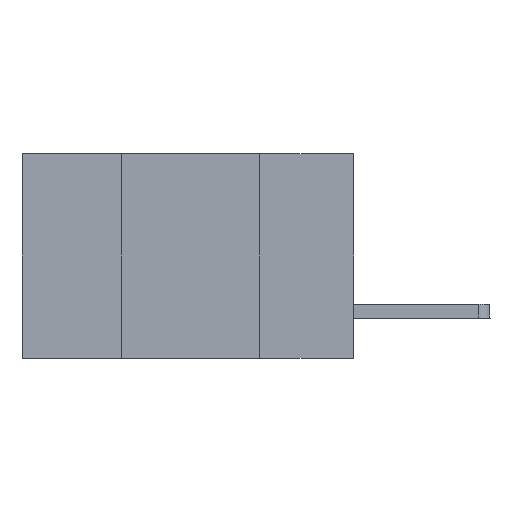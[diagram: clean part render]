
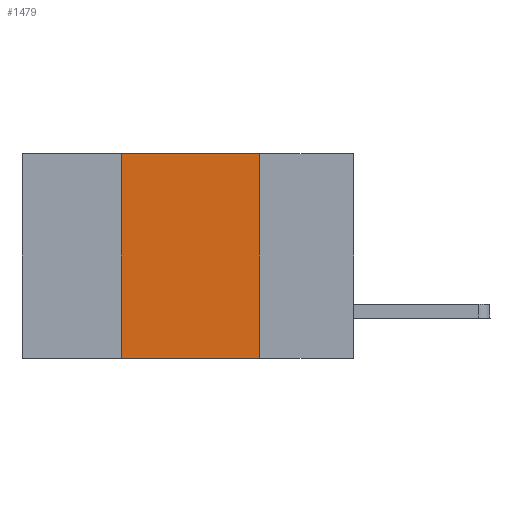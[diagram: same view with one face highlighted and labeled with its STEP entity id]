
A CAD part, left-side view. The second image highlights one B-rep face of the part: STEP entity #1479.
In plain terms, the highlighted planar face has unit normal (-1, 0, 0).
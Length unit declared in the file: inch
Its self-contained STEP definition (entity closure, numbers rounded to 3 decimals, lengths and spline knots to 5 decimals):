
#242 = CARTESIAN_POINT ( 'NONE',  ( 0., 0.6, -0.37 ) ) ;
#510 = AXIS2_PLACEMENT_3D ( 'NONE', #12215, #1515, #10073 ) ;
#1457 = CARTESIAN_POINT ( 'NONE',  ( 0., 0.17, 0. ) ) ;
#1479 = ADVANCED_FACE ( 'NONE', ( #10427 ), #12823, .F. ) ;
#1515 = DIRECTION ( 'NONE',  ( 1., 0., 0. ) ) ;
#1529 = DIRECTION ( 'NONE',  ( 0., 0., -1. ) ) ;
#2148 = ORIENTED_EDGE ( 'NONE', *, *, #6393, .T. ) ;
#2156 = VERTEX_POINT ( 'NONE', #4167 ) ;
#3166 = LINE ( 'NONE', #9575, #8101 ) ;
#3174 = ORIENTED_EDGE ( 'NONE', *, *, #13124, .F. ) ;
#4167 = CARTESIAN_POINT ( 'NONE',  ( 0., 0.42, -0.37 ) ) ;
#4245 = DIRECTION ( 'NONE',  ( 0., 0., 1. ) ) ;
#4365 = EDGE_CURVE ( 'NONE', #7365, #8597, #9363, .T. ) ;
#4678 = VERTEX_POINT ( 'NONE', #7215 ) ;
#4772 = CARTESIAN_POINT ( 'NONE',  ( 0., 0.42, 0. ) ) ;
#5100 = VECTOR ( 'NONE', #4245, 39.37008 ) ;
#5544 = EDGE_CURVE ( 'NONE', #2156, #4678, #13321, .T. ) ;
#5754 = LINE ( 'NONE', #242, #7840 ) ;
#5782 = DIRECTION ( 'NONE',  ( 0., -1., 0. ) ) ;
#6393 = EDGE_CURVE ( 'NONE', #2156, #8597, #5754, .T. ) ;
#6484 = DIRECTION ( 'NONE',  ( 0., -1., 0. ) ) ;
#6931 = VECTOR ( 'NONE', #1529, 39.37008 ) ;
#7215 = CARTESIAN_POINT ( 'NONE',  ( 0., 0.42, 0. ) ) ;
#7365 = VERTEX_POINT ( 'NONE', #10390 ) ;
#7840 = VECTOR ( 'NONE', #5782, 39.37008 ) ;
#8101 = VECTOR ( 'NONE', #6484, 39.37008 ) ;
#8109 = ORIENTED_EDGE ( 'NONE', *, *, #4365, .F. ) ;
#8502 = CARTESIAN_POINT ( 'NONE',  ( 0., 0.17, -0.37 ) ) ;
#8597 = VERTEX_POINT ( 'NONE', #8502 ) ;
#9363 = LINE ( 'NONE', #1457, #6931 ) ;
#9575 = CARTESIAN_POINT ( 'NONE',  ( 0., 0.6, 0. ) ) ;
#10073 = DIRECTION ( 'NONE',  ( 0., 0., -1. ) ) ;
#10390 = CARTESIAN_POINT ( 'NONE',  ( 0., 0.17, 0. ) ) ;
#10427 = FACE_OUTER_BOUND ( 'NONE', #12865, .T. ) ;
#12215 = CARTESIAN_POINT ( 'NONE',  ( 0., 0.6, 0. ) ) ;
#12583 = ORIENTED_EDGE ( 'NONE', *, *, #5544, .F. ) ;
#12823 = PLANE ( 'NONE',  #510 ) ;
#12865 = EDGE_LOOP ( 'NONE', ( #8109, #3174, #12583, #2148 ) ) ;
#13124 = EDGE_CURVE ( 'NONE', #4678, #7365, #3166, .T. ) ;
#13321 = LINE ( 'NONE', #4772, #5100 ) ;
